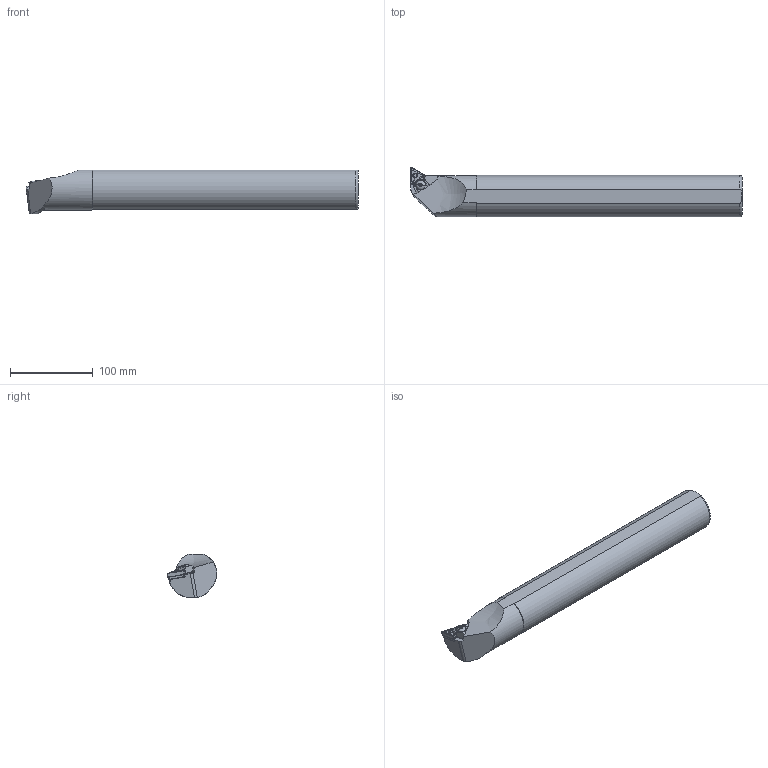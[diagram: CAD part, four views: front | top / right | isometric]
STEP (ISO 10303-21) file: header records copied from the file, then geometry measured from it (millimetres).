
FILE_DESCRIPTION (( 'STEP AP214' ), '1' );
FILE_NAME ('S50V-MTFNL-22-LIGHT.STP', '2023-10-23T12:35:54', ( '' ), ( '' ), 'SwSTEP 2.0', 'SolidWorks 2018', '' );
FILE_SCHEMA (( 'AUTOMOTIVE_DESIGN' ));
Length unit declared in the file: millimetre
Products named in the file (1): S50V-MTFNL-22-LIGHT
Bounding box: 400 x 59.99 x 53 mm (x, y, z)
Volume: 733088.1 mm3; surface area: 66400.5 mm2
Topology: 2 solids, 2 shells, 228 faces, 570 edges, 347 vertices
Faces by surface type: plane 100, cylinder 52, cone 42, torus 21, bspline 11, sphere 2
Entity records: 9313 total; most frequent: CARTESIAN_POINT 3098, ORIENTED_EDGE 1124, DIRECTION 1041, EDGE_CURVE 562, AXIS2_PLACEMENT_3D 381, VERTEX_POINT 347, LINE 279, VECTOR 279
